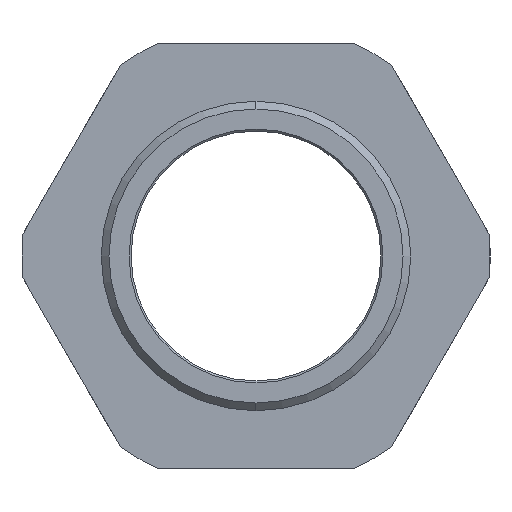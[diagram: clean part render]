
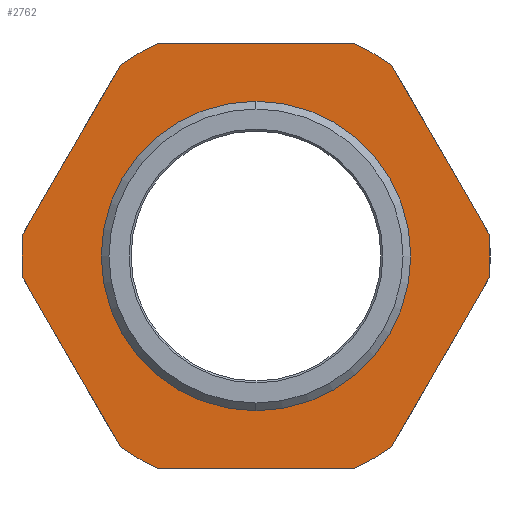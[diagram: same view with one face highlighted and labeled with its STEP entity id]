
A CAD part, left-side view. The second image highlights one B-rep face of the part: STEP entity #2762.
In plain terms, the highlighted planar face has unit normal (-1, 0, 0).
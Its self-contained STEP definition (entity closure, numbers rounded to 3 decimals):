
#22 = LINE ( 'NONE', #1733, #1121 ) ;
#59 = EDGE_CURVE ( 'NONE', #2285, #143, #1626, .T. ) ;
#83 = CARTESIAN_POINT ( 'NONE',  ( 15., -17.515, 24.664 ) ) ;
#119 = DIRECTION ( 'NONE',  ( 0., -0.5, -0.866 ) ) ;
#120 = ORIENTED_EDGE ( 'NONE', *, *, #1500, .T. ) ;
#134 = CARTESIAN_POINT ( 'NONE',  ( 15., 0., 0. ) ) ;
#140 = CARTESIAN_POINT ( 'NONE',  ( 15., 0., 0. ) ) ;
#143 = VERTEX_POINT ( 'NONE', #3188 ) ;
#160 = DIRECTION ( 'NONE',  ( 0., 0., 1. ) ) ;
#198 = VERTEX_POINT ( 'NONE', #1669 ) ;
#211 = EDGE_LOOP ( 'NONE', ( #2485, #1726 ) ) ;
#221 = DIRECTION ( 'NONE',  ( 0., 0., 1. ) ) ;
#227 = CARTESIAN_POINT ( 'NONE',  ( 15., 17.515, -24.664 ) ) ;
#231 = EDGE_CURVE ( 'NONE', #3169, #659, #1281, .T. ) ;
#272 = EDGE_CURVE ( 'NONE', #2587, #3169, #3010, .T. ) ;
#315 = EDGE_LOOP ( 'NONE', ( #1322, #1101, #2171, #2512, #924, #2205, #2086, #843, #2810, #364, #120, #1829 ) ) ;
#364 = ORIENTED_EDGE ( 'NONE', *, *, #1538, .T. ) ;
#393 = DIRECTION ( 'NONE',  ( -1., 0., 0. ) ) ;
#423 = DIRECTION ( 'NONE',  ( -1., 0., 0. ) ) ;
#489 = DIRECTION ( 'NONE',  ( 0., 0.5, -0.866 ) ) ;
#502 = VECTOR ( 'NONE', #489, 1000. ) ;
#516 = CARTESIAN_POINT ( 'NONE',  ( 15., 30.117, 2.836 ) ) ;
#548 = DIRECTION ( 'NONE',  ( -1., 0., 0. ) ) ;
#596 = AXIS2_PLACEMENT_3D ( 'NONE', #1193, #1728, #1953 ) ;
#610 = AXIS2_PLACEMENT_3D ( 'NONE', #134, #393, #160 ) ;
#618 = VERTEX_POINT ( 'NONE', #3009 ) ;
#659 = VERTEX_POINT ( 'NONE', #227 ) ;
#689 = LINE ( 'NONE', #1608, #2219 ) ;
#725 = EDGE_CURVE ( 'NONE', #3300, #2285, #985, .T. ) ;
#749 = AXIS2_PLACEMENT_3D ( 'NONE', #898, #423, #1165 ) ;
#765 = VERTEX_POINT ( 'NONE', #2060 ) ;
#805 = DIRECTION ( 'NONE',  ( 0., 0., 1. ) ) ;
#816 = DIRECTION ( 'NONE',  ( 0., 1., 0. ) ) ;
#843 = ORIENTED_EDGE ( 'NONE', *, *, #1863, .T. ) ;
#895 = VECTOR ( 'NONE', #2318, 1000. ) ;
#898 = CARTESIAN_POINT ( 'NONE',  ( 15., 20., 0. ) ) ;
#919 = DIRECTION ( 'NONE',  ( 0., 0., 1. ) ) ;
#924 = ORIENTED_EDGE ( 'NONE', *, *, #3123, .T. ) ;
#966 = VERTEX_POINT ( 'NONE', #1672 ) ;
#985 = LINE ( 'NONE', #1051, #895 ) ;
#1018 = CIRCLE ( 'NONE', #1891, 30.25 ) ;
#1051 = CARTESIAN_POINT ( 'NONE',  ( 15., -30.117, -2.836 ) ) ;
#1090 = DIRECTION ( 'NONE',  ( -1., 0., 0. ) ) ;
#1101 = ORIENTED_EDGE ( 'NONE', *, *, #231, .T. ) ;
#1111 = CIRCLE ( 'NONE', #3071, 30.25 ) ;
#1121 = VECTOR ( 'NONE', #1507, 1000. ) ;
#1145 = EDGE_CURVE ( 'NONE', #2660, #1266, #1111, .T. ) ;
#1165 = DIRECTION ( 'NONE',  ( 0., 0., 1. ) ) ;
#1168 = DIRECTION ( 'NONE',  ( -1., 0., 0. ) ) ;
#1172 = EDGE_CURVE ( 'NONE', #2857, #765, #2265, .T. ) ;
#1193 = CARTESIAN_POINT ( 'NONE',  ( 15., 0., 0. ) ) ;
#1202 = AXIS2_PLACEMENT_3D ( 'NONE', #1363, #2117, #2872 ) ;
#1241 = FACE_OUTER_BOUND ( 'NONE', #315, .T. ) ;
#1255 = CIRCLE ( 'NONE', #3181, 30.25 ) ;
#1266 = VERTEX_POINT ( 'NONE', #2290 ) ;
#1281 = LINE ( 'NONE', #1657, #3207 ) ;
#1322 = ORIENTED_EDGE ( 'NONE', *, *, #272, .T. ) ;
#1363 = CARTESIAN_POINT ( 'NONE',  ( 15., 0., 0. ) ) ;
#1375 = CARTESIAN_POINT ( 'NONE',  ( 15., 0., 0. ) ) ;
#1383 = CIRCLE ( 'NONE', #1202, 30.25 ) ;
#1417 = EDGE_CURVE ( 'NONE', #659, #2160, #1383, .T. ) ;
#1437 = DIRECTION ( 'NONE',  ( 0., 0., 1. ) ) ;
#1500 = EDGE_CURVE ( 'NONE', #966, #198, #1018, .T. ) ;
#1505 = CARTESIAN_POINT ( 'NONE',  ( 15., 0., 0. ) ) ;
#1507 = DIRECTION ( 'NONE',  ( 0., -1., 0. ) ) ;
#1538 = EDGE_CURVE ( 'NONE', #1266, #966, #689, .T. ) ;
#1603 = DIRECTION ( 'NONE',  ( 0., 0., 1. ) ) ;
#1608 = CARTESIAN_POINT ( 'NONE',  ( 15., 12.602, 27.5 ) ) ;
#1626 = CIRCLE ( 'NONE', #610, 30.25 ) ;
#1655 = AXIS2_PLACEMENT_3D ( 'NONE', #1505, #3005, #221 ) ;
#1656 = CARTESIAN_POINT ( 'NONE',  ( 15., -30.117, -2.836 ) ) ;
#1657 = CARTESIAN_POINT ( 'NONE',  ( 15., 17.515, -24.664 ) ) ;
#1669 = CARTESIAN_POINT ( 'NONE',  ( 15., 17.515, 24.664 ) ) ;
#1672 = CARTESIAN_POINT ( 'NONE',  ( 15., 12.602, 27.5 ) ) ;
#1694 = DIRECTION ( 'NONE',  ( -1., 0., 0. ) ) ;
#1726 = ORIENTED_EDGE ( 'NONE', *, *, #2121, .F. ) ;
#1728 = DIRECTION ( 'NONE',  ( -1., 0., 0. ) ) ;
#1733 = CARTESIAN_POINT ( 'NONE',  ( 15., -12.602, -27.5 ) ) ;
#1829 = ORIENTED_EDGE ( 'NONE', *, *, #1930, .T. ) ;
#1863 = EDGE_CURVE ( 'NONE', #143, #2660, #3290, .T. ) ;
#1891 = AXIS2_PLACEMENT_3D ( 'NONE', #2859, #1090, #805 ) ;
#1903 = EDGE_CURVE ( 'NONE', #2160, #618, #22, .T. ) ;
#1930 = EDGE_CURVE ( 'NONE', #198, #2587, #1986, .T. ) ;
#1938 = CARTESIAN_POINT ( 'NONE',  ( 15., 0., -20. ) ) ;
#1953 = DIRECTION ( 'NONE',  ( 0., 0., 1. ) ) ;
#1964 = CARTESIAN_POINT ( 'NONE',  ( 15., -17.515, -24.664 ) ) ;
#1986 = LINE ( 'NONE', #2761, #502 ) ;
#2060 = CARTESIAN_POINT ( 'NONE',  ( 15., 0., 20. ) ) ;
#2086 = ORIENTED_EDGE ( 'NONE', *, *, #59, .T. ) ;
#2117 = DIRECTION ( 'NONE',  ( -1., 0., 0. ) ) ;
#2121 = EDGE_CURVE ( 'NONE', #765, #2857, #2232, .T. ) ;
#2154 = VECTOR ( 'NONE', #2516, 1000. ) ;
#2160 = VERTEX_POINT ( 'NONE', #2854 ) ;
#2171 = ORIENTED_EDGE ( 'NONE', *, *, #1417, .T. ) ;
#2199 = CARTESIAN_POINT ( 'NONE',  ( 15., 0., 0. ) ) ;
#2205 = ORIENTED_EDGE ( 'NONE', *, *, #725, .T. ) ;
#2219 = VECTOR ( 'NONE', #816, 1000. ) ;
#2232 = CIRCLE ( 'NONE', #3036, 20. ) ;
#2265 = CIRCLE ( 'NONE', #1655, 20. ) ;
#2285 = VERTEX_POINT ( 'NONE', #1656 ) ;
#2290 = CARTESIAN_POINT ( 'NONE',  ( 15., -12.602, 27.5 ) ) ;
#2318 = DIRECTION ( 'NONE',  ( 0., -0.5, 0.866 ) ) ;
#2485 = ORIENTED_EDGE ( 'NONE', *, *, #1172, .F. ) ;
#2512 = ORIENTED_EDGE ( 'NONE', *, *, #1903, .T. ) ;
#2516 = DIRECTION ( 'NONE',  ( 0., 0.5, 0.866 ) ) ;
#2587 = VERTEX_POINT ( 'NONE', #516 ) ;
#2646 = FACE_BOUND ( 'NONE', #211, .T. ) ;
#2660 = VERTEX_POINT ( 'NONE', #83 ) ;
#2761 = CARTESIAN_POINT ( 'NONE',  ( 15., 30.117, 2.836 ) ) ;
#2762 = ADVANCED_FACE ( 'NONE', ( #2646, #1241 ), #2929, .T. ) ;
#2810 = ORIENTED_EDGE ( 'NONE', *, *, #1145, .T. ) ;
#2854 = CARTESIAN_POINT ( 'NONE',  ( 15., 12.602, -27.5 ) ) ;
#2857 = VERTEX_POINT ( 'NONE', #1938 ) ;
#2859 = CARTESIAN_POINT ( 'NONE',  ( 15., 0., 0. ) ) ;
#2872 = DIRECTION ( 'NONE',  ( 0., 0., 1. ) ) ;
#2919 = CARTESIAN_POINT ( 'NONE',  ( 15., 30.117, -2.836 ) ) ;
#2929 = PLANE ( 'NONE',  #749 ) ;
#3005 = DIRECTION ( 'NONE',  ( -1., 0., 0. ) ) ;
#3009 = CARTESIAN_POINT ( 'NONE',  ( 15., -12.602, -27.5 ) ) ;
#3010 = CIRCLE ( 'NONE', #596, 30.25 ) ;
#3036 = AXIS2_PLACEMENT_3D ( 'NONE', #1375, #548, #1603 ) ;
#3071 = AXIS2_PLACEMENT_3D ( 'NONE', #2199, #1694, #919 ) ;
#3123 = EDGE_CURVE ( 'NONE', #618, #3300, #1255, .T. ) ;
#3169 = VERTEX_POINT ( 'NONE', #2919 ) ;
#3181 = AXIS2_PLACEMENT_3D ( 'NONE', #140, #1168, #1437 ) ;
#3188 = CARTESIAN_POINT ( 'NONE',  ( 15., -30.117, 2.836 ) ) ;
#3207 = VECTOR ( 'NONE', #119, 1000. ) ;
#3282 = CARTESIAN_POINT ( 'NONE',  ( 15., -17.515, 24.664 ) ) ;
#3290 = LINE ( 'NONE', #3282, #2154 ) ;
#3300 = VERTEX_POINT ( 'NONE', #1964 ) ;
